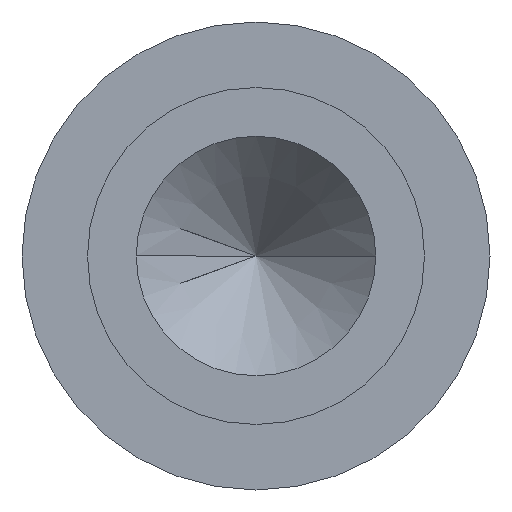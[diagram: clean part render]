
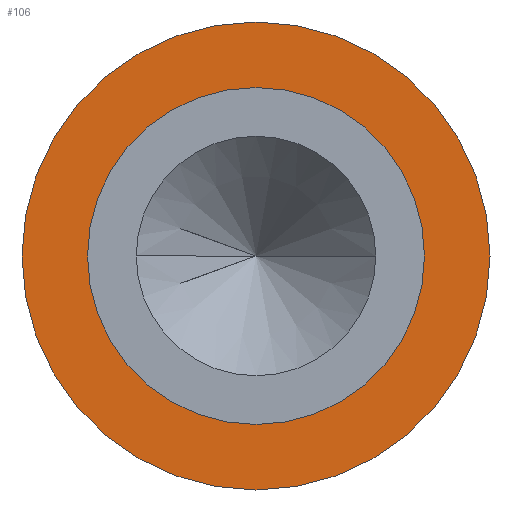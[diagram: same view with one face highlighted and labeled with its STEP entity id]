
A CAD part, front view. The second image highlights one B-rep face of the part: STEP entity #106.
In plain terms, the highlighted planar face has unit normal (0, -1, 0).
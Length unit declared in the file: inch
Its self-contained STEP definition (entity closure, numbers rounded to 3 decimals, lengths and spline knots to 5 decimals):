
#8 = VERTEX_POINT ( 'NONE', #240 ) ;
#25 = EDGE_CURVE ( 'NONE', #28, #8, #174, .T. ) ;
#28 = VERTEX_POINT ( 'NONE', #167 ) ;
#31 = VERTEX_POINT ( 'NONE', #156 ) ;
#36 = EDGE_CURVE ( 'NONE', #40, #31, #385, .T. ) ;
#40 = VERTEX_POINT ( 'NONE', #371 ) ;
#64 = ORIENTED_EDGE ( 'NONE', *, *, #65, .T. ) ;
#65 = EDGE_CURVE ( 'NONE', #8, #28, #337, .T. ) ;
#66 = ORIENTED_EDGE ( 'NONE', *, *, #36, .F. ) ;
#67 = EDGE_LOOP ( 'NONE', ( #66, #123 ) ) ;
#72 = EDGE_CURVE ( 'NONE', #31, #40, #327, .T. ) ;
#106 = ADVANCED_FACE ( 'NONE', ( #207, #206 ), #205, .T. ) ;
#107 = EDGE_LOOP ( 'NONE', ( #108, #64 ) ) ;
#108 = ORIENTED_EDGE ( 'NONE', *, *, #25, .T. ) ;
#123 = ORIENTED_EDGE ( 'NONE', *, *, #72, .F. ) ;
#156 = CARTESIAN_POINT ( 'NONE',  ( -0.045, 0.094, 0. ) ) ;
#167 = CARTESIAN_POINT ( 'NONE',  ( 0.0625, 0.094, 0. ) ) ;
#170 = DIRECTION ( 'NONE',  ( 1., 0., 0. ) ) ;
#171 = DIRECTION ( 'NONE',  ( 0., -1., 0. ) ) ;
#172 = CARTESIAN_POINT ( 'NONE',  ( 0., 0.094, 0. ) ) ;
#173 = AXIS2_PLACEMENT_3D ( 'NONE', #172, #171, #170 ) ;
#174 = CIRCLE ( 'NONE', #173, 0.0625 ) ;
#201 = DIRECTION ( 'NONE',  ( 1., 0., 0. ) ) ;
#202 = DIRECTION ( 'NONE',  ( 0., -1., 0. ) ) ;
#203 = CARTESIAN_POINT ( 'NONE',  ( 0.045, 0.094, 0. ) ) ;
#204 = AXIS2_PLACEMENT_3D ( 'NONE', #203, #202, #201 ) ;
#205 = PLANE ( 'NONE',  #204 ) ;
#206 = FACE_BOUND ( 'NONE', #67, .T. ) ;
#207 = FACE_OUTER_BOUND ( 'NONE', #107, .T. ) ;
#240 = CARTESIAN_POINT ( 'NONE',  ( -0.0625, 0.094, 0. ) ) ;
#323 = DIRECTION ( 'NONE',  ( 1., 0., 0. ) ) ;
#324 = DIRECTION ( 'NONE',  ( 0., -1., 0. ) ) ;
#325 = CARTESIAN_POINT ( 'NONE',  ( 0., 0.094, 0. ) ) ;
#326 = AXIS2_PLACEMENT_3D ( 'NONE', #325, #324, #323 ) ;
#327 = CIRCLE ( 'NONE', #326, 0.045 ) ;
#333 = DIRECTION ( 'NONE',  ( 1., 0., 0. ) ) ;
#334 = DIRECTION ( 'NONE',  ( 0., -1., 0. ) ) ;
#335 = CARTESIAN_POINT ( 'NONE',  ( 0., 0.094, 0. ) ) ;
#336 = AXIS2_PLACEMENT_3D ( 'NONE', #335, #334, #333 ) ;
#337 = CIRCLE ( 'NONE', #336, 0.0625 ) ;
#371 = CARTESIAN_POINT ( 'NONE',  ( 0.045, 0.094, 0. ) ) ;
#381 = DIRECTION ( 'NONE',  ( 1., 0., 0. ) ) ;
#382 = DIRECTION ( 'NONE',  ( 0., -1., 0. ) ) ;
#383 = CARTESIAN_POINT ( 'NONE',  ( 0., 0.094, 0. ) ) ;
#384 = AXIS2_PLACEMENT_3D ( 'NONE', #383, #382, #381 ) ;
#385 = CIRCLE ( 'NONE', #384, 0.045 ) ;
